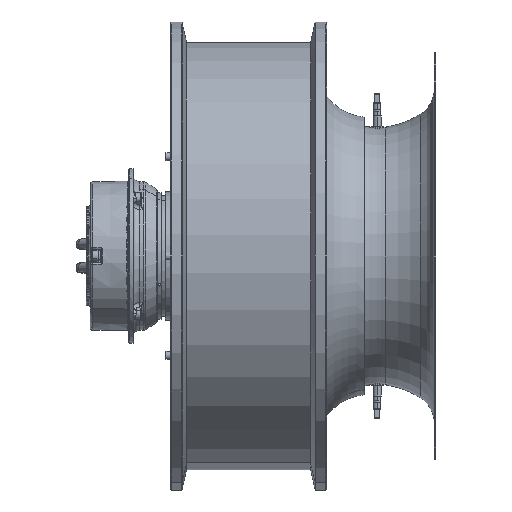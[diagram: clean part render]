
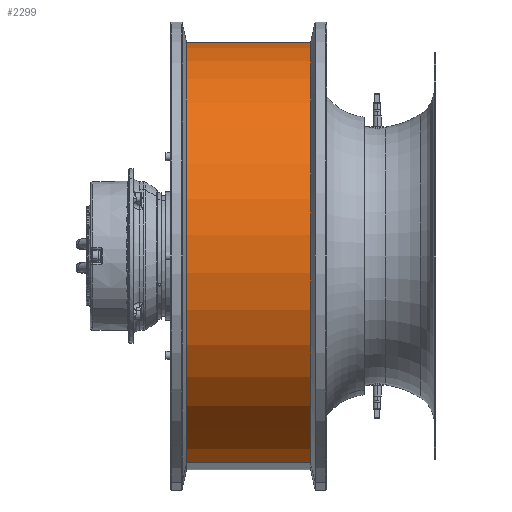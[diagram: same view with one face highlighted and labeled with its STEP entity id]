
A CAD part, front view. The second image highlights one B-rep face of the part: STEP entity #2299.
In plain terms, the highlighted cylindrical face has radius 163.452 mm (diameter 326.905 mm), a partial arc.
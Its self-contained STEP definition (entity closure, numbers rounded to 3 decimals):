
#98=CARTESIAN_POINT('',(12.,0.,0.));
#99=DIRECTION('',(1.,0.,0.));
#100=DIRECTION('',(0.,0.,1.));
#101=AXIS2_PLACEMENT_3D('',#98,#99,#100);
#108=DIRECTION('',(-1.,0.,0.));
#109=VECTOR('',#108,95.);
#110=CARTESIAN_POINT('',(107.,0.,163.452));
#111=LINE('',#110,#109);
#112=DIRECTION('',(-1.,0.,0.));
#113=VECTOR('',#112,95.);
#114=CARTESIAN_POINT('',(107.,0.,-163.452));
#115=LINE('',#114,#113);
#136=CARTESIAN_POINT('',(107.,0.,0.));
#137=DIRECTION('',(1.,0.,0.));
#138=DIRECTION('',(0.,0.,1.));
#139=AXIS2_PLACEMENT_3D('',#136,#137,#138);
#2049=CARTESIAN_POINT('',(12.,0.,-163.452));
#2050=CARTESIAN_POINT('',(12.,0.,163.452));
#2051=VERTEX_POINT('',#2049);
#2052=VERTEX_POINT('',#2050);
#2057=CARTESIAN_POINT('',(107.,0.,-163.452));
#2058=CARTESIAN_POINT('',(107.,0.,163.452));
#2059=VERTEX_POINT('',#2057);
#2060=VERTEX_POINT('',#2058);
#2285=CARTESIAN_POINT('',(6.048,0.,0.));
#2286=DIRECTION('',(1.,0.,0.));
#2287=DIRECTION('',(0.,0.,1.));
#2288=AXIS2_PLACEMENT_3D('',#2285,#2286,#2287);
#2289=CYLINDRICAL_SURFACE('',#2288,163.452);
#2290=ORIENTED_EDGE('',*,*,#2275,.F.);
#2292=ORIENTED_EDGE('',*,*,#2291,.F.);
#2294=ORIENTED_EDGE('',*,*,#2293,.T.);
#2296=ORIENTED_EDGE('',*,*,#2295,.T.);
#2297=EDGE_LOOP('',(#2290,#2292,#2294,#2296));
#2298=FACE_OUTER_BOUND('',#2297,.F.);
#2299=ADVANCED_FACE('',(#2298),#2289,.T.);
#102=CIRCLE('',#101,163.452);
#140=CIRCLE('',#139,163.452);
#2275=EDGE_CURVE('',#2052,#2051,#102,.T.);
#2291=EDGE_CURVE('',#2060,#2052,#111,.T.);
#2293=EDGE_CURVE('',#2060,#2059,#140,.T.);
#2295=EDGE_CURVE('',#2059,#2051,#115,.T.);
